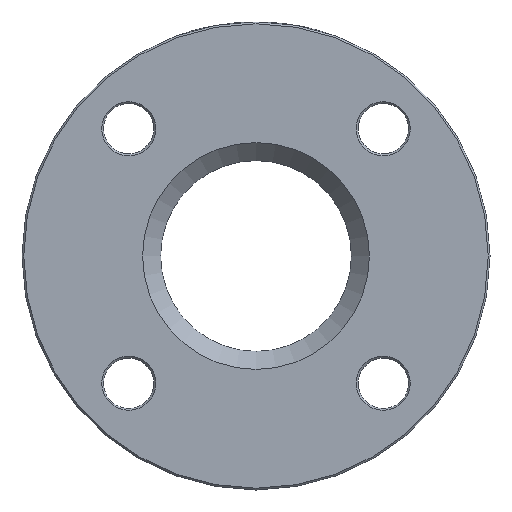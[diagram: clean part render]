
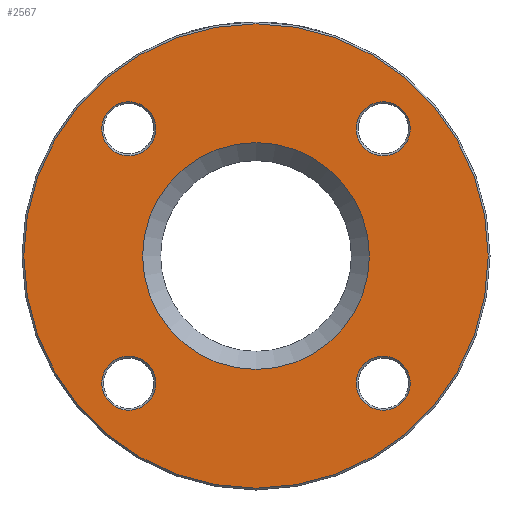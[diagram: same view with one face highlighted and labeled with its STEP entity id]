
A CAD part, left-side view. The second image highlights one B-rep face of the part: STEP entity #2567.
In plain terms, the highlighted planar face has unit normal (-1, 0, 0).
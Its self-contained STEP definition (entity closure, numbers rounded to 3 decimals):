
#83 = CARTESIAN_POINT ( 'NONE',  ( 0., 0., -31.5 ) ) ;
#115 = FACE_BOUND ( 'NONE', #577, .T. ) ;
#118 = EDGE_CURVE ( 'NONE', #1342, #1342, #1902, .T. ) ;
#137 = ORIENTED_EDGE ( 'NONE', *, *, #971, .T. ) ;
#164 = FACE_BOUND ( 'NONE', #2181, .T. ) ;
#514 = CIRCLE ( 'NONE', #2113, 7.5 ) ;
#526 = DIRECTION ( 'NONE',  ( 0., 0., -1. ) ) ;
#577 = EDGE_LOOP ( 'NONE', ( #4388 ) ) ;
#686 = VERTEX_POINT ( 'NONE', #3997 ) ;
#778 = ORIENTED_EDGE ( 'NONE', *, *, #4000, .T. ) ;
#831 = CARTESIAN_POINT ( 'NONE',  ( 0., 26.5, 0. ) ) ;
#879 = CARTESIAN_POINT ( 'NONE',  ( 0., 0., 0. ) ) ;
#890 = DIRECTION ( 'NONE',  ( 0., 0., -1. ) ) ;
#971 = EDGE_CURVE ( 'NONE', #686, #686, #514, .T. ) ;
#1078 = DIRECTION ( 'NONE',  ( 1., 0., 0. ) ) ;
#1145 = AXIS2_PLACEMENT_3D ( 'NONE', #2619, #2711, #526 ) ;
#1268 = DIRECTION ( 'NONE',  ( 1., 0., 0. ) ) ;
#1296 = EDGE_LOOP ( 'NONE', ( #778 ) ) ;
#1342 = VERTEX_POINT ( 'NONE', #1385 ) ;
#1380 = DIRECTION ( 'NONE',  ( 0., 0., -1. ) ) ;
#1385 = CARTESIAN_POINT ( 'NONE',  ( 0., 35.355, 27.855 ) ) ;
#1412 = EDGE_LOOP ( 'NONE', ( #3893 ) ) ;
#1450 = VERTEX_POINT ( 'NONE', #1896 ) ;
#1560 = FACE_OUTER_BOUND ( 'NONE', #1412, .T. ) ;
#1601 = FACE_BOUND ( 'NONE', #2723, .T. ) ;
#1794 = DIRECTION ( 'NONE',  ( 0., 0., -1. ) ) ;
#1795 = VERTEX_POINT ( 'NONE', #83 ) ;
#1896 = CARTESIAN_POINT ( 'NONE',  ( 0., -35.355, 27.855 ) ) ;
#1902 = CIRCLE ( 'NONE', #2497, 7.5 ) ;
#1983 = EDGE_CURVE ( 'NONE', #2918, #2918, #4188, .T. ) ;
#2039 = ORIENTED_EDGE ( 'NONE', *, *, #118, .T. ) ;
#2113 = AXIS2_PLACEMENT_3D ( 'NONE', #3182, #2114, #2471 ) ;
#2114 = DIRECTION ( 'NONE',  ( 1., 0., 0. ) ) ;
#2181 = EDGE_LOOP ( 'NONE', ( #2650 ) ) ;
#2198 = DIRECTION ( 'NONE',  ( 1., 0., 0. ) ) ;
#2280 = FACE_BOUND ( 'NONE', #1296, .T. ) ;
#2282 = DIRECTION ( 'NONE',  ( -1., 0., 0. ) ) ;
#2283 = CIRCLE ( 'NONE', #4119, 31.5 ) ;
#2333 = AXIS2_PLACEMENT_3D ( 'NONE', #2964, #1268, #890 ) ;
#2444 = EDGE_CURVE ( 'NONE', #1795, #1795, #2283, .T. ) ;
#2467 = CARTESIAN_POINT ( 'NONE',  ( 0., 0., 0. ) ) ;
#2471 = DIRECTION ( 'NONE',  ( 0., 0., -1. ) ) ;
#2492 = DIRECTION ( 'NONE',  ( 0., 0., -1. ) ) ;
#2497 = AXIS2_PLACEMENT_3D ( 'NONE', #4279, #2198, #1794 ) ;
#2567 = ADVANCED_FACE ( 'NONE', ( #164, #1560, #115, #2280, #1601, #4434 ), #2588, .F. ) ;
#2588 = PLANE ( 'NONE',  #3175 ) ;
#2619 = CARTESIAN_POINT ( 'NONE',  ( 0., -35.355, 35.355 ) ) ;
#2650 = ORIENTED_EDGE ( 'NONE', *, *, #2444, .T. ) ;
#2711 = DIRECTION ( 'NONE',  ( 1., 0., 0. ) ) ;
#2723 = EDGE_LOOP ( 'NONE', ( #137 ) ) ;
#2868 = AXIS2_PLACEMENT_3D ( 'NONE', #879, #2282, #3251 ) ;
#2918 = VERTEX_POINT ( 'NONE', #3216 ) ;
#2964 = CARTESIAN_POINT ( 'NONE',  ( 0., -35.355, -35.355 ) ) ;
#3138 = CIRCLE ( 'NONE', #2333, 7.5 ) ;
#3139 = DIRECTION ( 'NONE',  ( 1., 0., 0. ) ) ;
#3175 = AXIS2_PLACEMENT_3D ( 'NONE', #831, #3139, #1380 ) ;
#3182 = CARTESIAN_POINT ( 'NONE',  ( 0., 35.355, -35.355 ) ) ;
#3216 = CARTESIAN_POINT ( 'NONE',  ( 0., 0., -64.5 ) ) ;
#3251 = DIRECTION ( 'NONE',  ( 0., 0., -1. ) ) ;
#3893 = ORIENTED_EDGE ( 'NONE', *, *, #1983, .T. ) ;
#3997 = CARTESIAN_POINT ( 'NONE',  ( 0., 35.355, -42.855 ) ) ;
#4000 = EDGE_CURVE ( 'NONE', #4357, #4357, #3138, .T. ) ;
#4044 = EDGE_CURVE ( 'NONE', #1450, #1450, #4239, .T. ) ;
#4087 = EDGE_LOOP ( 'NONE', ( #2039 ) ) ;
#4119 = AXIS2_PLACEMENT_3D ( 'NONE', #2467, #1078, #2492 ) ;
#4188 = CIRCLE ( 'NONE', #2868, 64.5 ) ;
#4239 = CIRCLE ( 'NONE', #1145, 7.5 ) ;
#4279 = CARTESIAN_POINT ( 'NONE',  ( 0., 35.355, 35.355 ) ) ;
#4280 = CARTESIAN_POINT ( 'NONE',  ( 0., -35.355, -42.855 ) ) ;
#4357 = VERTEX_POINT ( 'NONE', #4280 ) ;
#4388 = ORIENTED_EDGE ( 'NONE', *, *, #4044, .T. ) ;
#4434 = FACE_BOUND ( 'NONE', #4087, .T. ) ;
